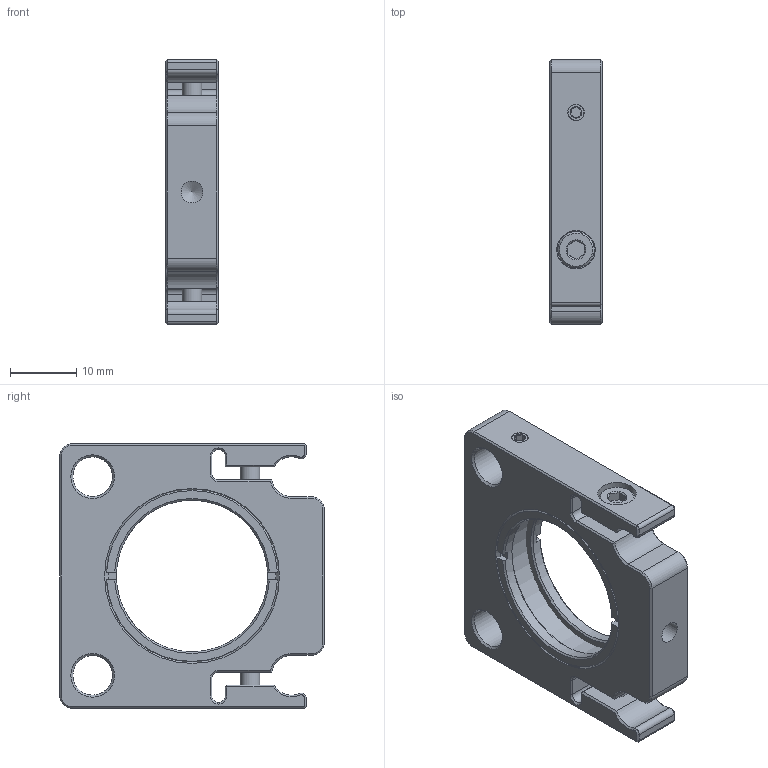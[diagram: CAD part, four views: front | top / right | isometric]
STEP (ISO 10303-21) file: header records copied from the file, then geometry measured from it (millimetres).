
FILE_DESCRIPTION (( 'STEP AP203' ), '1' );
FILE_NAME ('530125.STEP', '2025-04-27T08:17:17', ( 'Windows User' ), ( 'P R C' ), 'SwSTEP 2.0', 'SolidWorks 2020', '' );
FILE_SCHEMA (( 'CONFIG_CONTROL_DESIGN' ));
Length unit declared in the file: millimetre
Products named in the file (1): 530125
Bounding box: 8 x 40 x 40 mm (x, y, z)
Volume: 7441.7 mm3; surface area: 6004 mm2
Topology: 7 solids, 7 shells, 224 faces, 516 edges, 310 vertices
Faces by surface type: plane 109, cone 77, cylinder 38
Full cylindrical faces by diameter (mm): 2.5 x4, 3 x4, 3.3 x1, 3.4 x2, 5.5 x2, 5.8 x2, 6 x2, 22.9 x2, 25.4 x1, 26.289 x2
Entity records: 6123 total; most frequent: CARTESIAN_POINT 1306, DIRECTION 1004, ORIENTED_EDGE 888, EDGE_CURVE 444, AXIS2_PLACEMENT_3D 385, EDGE_LOOP 295, VERTEX_POINT 287, FACE_OUTER_BOUND 246
